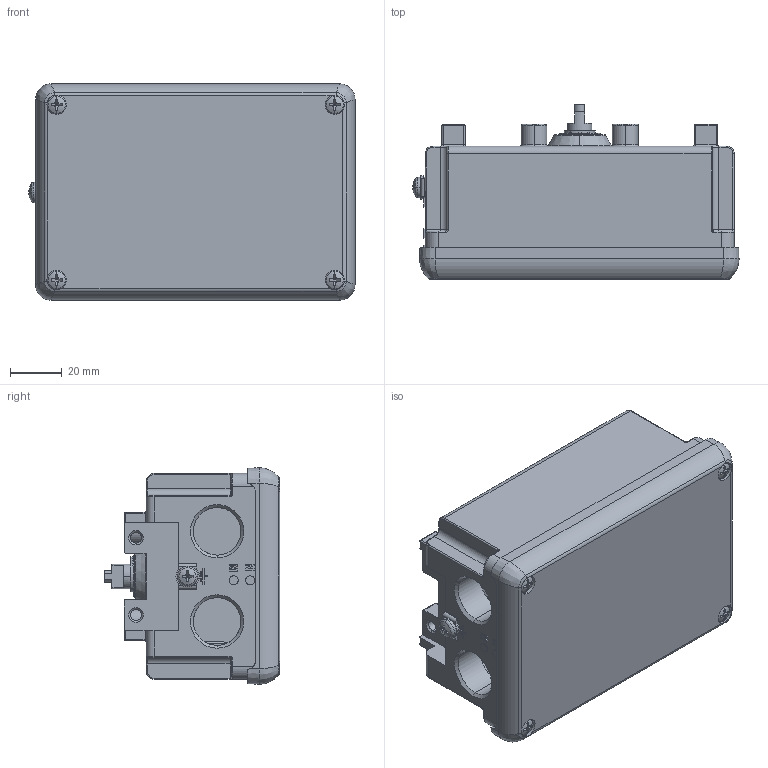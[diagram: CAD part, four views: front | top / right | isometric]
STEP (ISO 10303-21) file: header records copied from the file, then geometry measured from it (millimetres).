
FILE_DESCRIPTION (( 'STEP AP214' ), '1' );
FILE_NAME ('WSWM_ PSWM2AP22M1-15_160427.STEP', '2016-04-27T13:48:08', ( '' ), ( '' ), 'SwSTEP 2.0', 'SolidWorks 2015', '' );
FILE_SCHEMA (( 'AUTOMOTIVE_DESIGN' ));
Length unit declared in the file: millimetre
Products named in the file (1): WSWM_ PSWM2AP22M1-15_160427
Bounding box: 126.57 x 68.17 x 84 mm (x, y, z)
Volume: 174797 mm3; surface area: 94655.2 mm2
Topology: 12 solids, 12 shells, 1027 faces, 2425 edges, 1446 vertices
Faces by surface type: plane 412, cylinder 309, cone 142, torus 112, bspline 31, sphere 21
Entity records: 30881 total; most frequent: CARTESIAN_POINT 6645, DIRECTION 5187, ORIENTED_EDGE 4792, EDGE_CURVE 2396, AXIS2_PLACEMENT_3D 1984, VERTEX_POINT 1446, VECTOR 1219, LINE 1219
